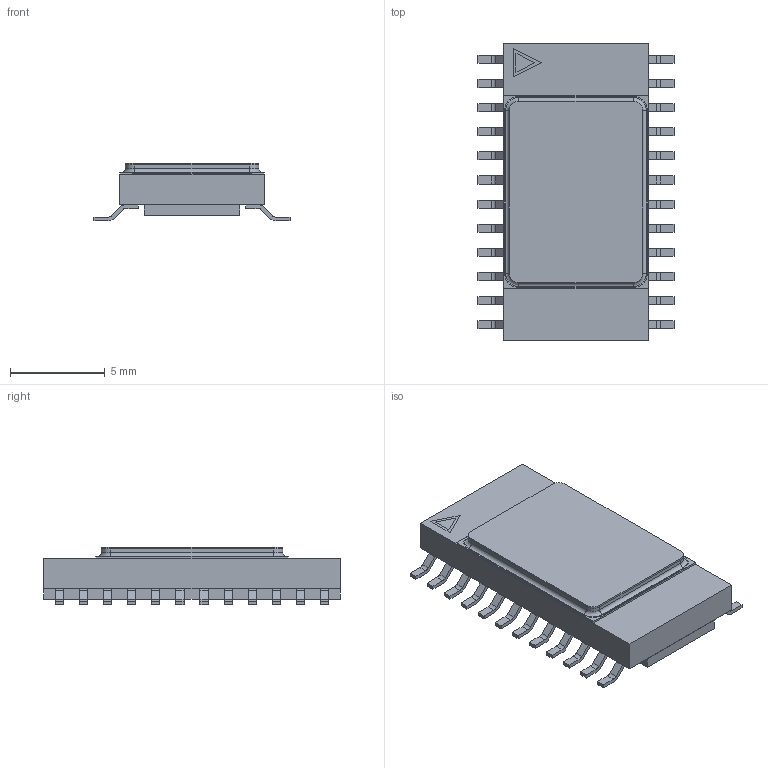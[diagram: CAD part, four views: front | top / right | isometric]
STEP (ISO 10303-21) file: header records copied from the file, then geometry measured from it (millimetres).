
FILE_DESCRIPTION((''),'2;1');
FILE_NAME('AEROFLEX_RHD5920.stp','2012-11-20T15:26:29',(''),(''),'Mechanical Desktop 2011','Mechanical Desktop 2011',', , ');
FILE_SCHEMA(('AUTOMOTIVE_DESIGN { 1 2 10303 214 1 1 1 1 }'));
Length unit declared in the file: millimetre
Products named in the file (1): Product
Bounding box: 10.32 x 15.6 x 3.05 mm (x, y, z)
Volume: 279.8 mm3; surface area: 1034.5 mm2
Topology: 30 solids, 30 shells, 416 faces, 1048 edges, 696 vertices
Faces by surface type: plane 176, bspline 172, cylinder 68
Entity records: 13249 total; most frequent: CARTESIAN_POINT 3513, ORIENTED_EDGE 2096, DIRECTION 1774, EDGE_CURVE 1048, VECTOR 812, LINE 812, VERTEX_POINT 696, AXIS2_PLACEMENT_3D 481
